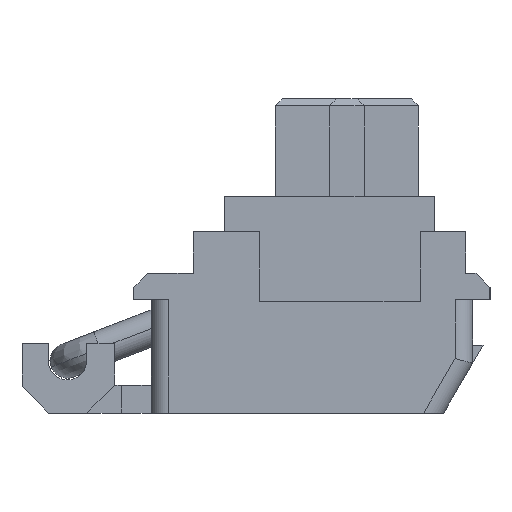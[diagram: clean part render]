
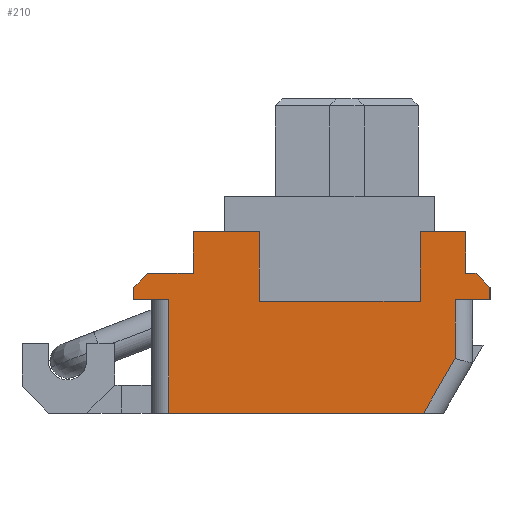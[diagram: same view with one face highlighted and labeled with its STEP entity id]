
A CAD part, left-side view. The second image highlights one B-rep face of the part: STEP entity #210.
In plain terms, the highlighted planar face has unit normal (-1, 0, 0).
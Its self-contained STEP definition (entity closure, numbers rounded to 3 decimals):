
#39=(
BOUNDED_CURVE()
B_SPLINE_CURVE(1,(#7383,#7384),.UNSPECIFIED.,.F.,.F.)
B_SPLINE_CURVE_WITH_KNOTS((2,2),(-0.231,1.575),
 .UNSPECIFIED.)
CURVE()
GEOMETRIC_REPRESENTATION_ITEM()
RATIONAL_B_SPLINE_CURVE((1.,1.))
REPRESENTATION_ITEM('')
);
#210=ADVANCED_FACE('',(#514),#4820,.T.);
#514=FACE_OUTER_BOUND('',#818,.T.);
#818=EDGE_LOOP('',(#1554,#1555,#1556,#1557,#1558,#1559,#1560,#1561,#1562,
#1563,#1564,#1565,#1566,#1567,#1568,#1569,#1570,#1571,#1572));
#1554=ORIENTED_EDGE('',*,*,#2919,.F.);
#1555=ORIENTED_EDGE('',*,*,#2918,.F.);
#1556=ORIENTED_EDGE('',*,*,#2917,.F.);
#1557=ORIENTED_EDGE('',*,*,#2916,.F.);
#1558=ORIENTED_EDGE('',*,*,#2915,.F.);
#1559=ORIENTED_EDGE('',*,*,#2914,.F.);
#1560=ORIENTED_EDGE('',*,*,#2913,.F.);
#1561=ORIENTED_EDGE('',*,*,#3164,.F.);
#1562=ORIENTED_EDGE('',*,*,#2912,.F.);
#1563=ORIENTED_EDGE('',*,*,#2911,.F.);
#1564=ORIENTED_EDGE('',*,*,#2910,.F.);
#1565=ORIENTED_EDGE('',*,*,#2921,.F.);
#1566=ORIENTED_EDGE('',*,*,#2981,.T.);
#1567=ORIENTED_EDGE('',*,*,#2924,.F.);
#1568=ORIENTED_EDGE('',*,*,#2923,.F.);
#1569=ORIENTED_EDGE('',*,*,#2920,.F.);
#1570=ORIENTED_EDGE('',*,*,#3112,.F.);
#1571=ORIENTED_EDGE('',*,*,#2922,.F.);
#1572=ORIENTED_EDGE('',*,*,#2925,.F.);
#2910=EDGE_CURVE('',#4376,#4377,#3700,.T.);
#2911=EDGE_CURVE('',#4377,#4378,#3701,.T.);
#2912=EDGE_CURVE('',#4378,#4379,#3702,.T.);
#2913=EDGE_CURVE('',#4380,#4381,#3703,.T.);
#2914=EDGE_CURVE('',#4381,#4382,#3704,.T.);
#2915=EDGE_CURVE('',#4382,#4383,#3705,.T.);
#2916=EDGE_CURVE('',#4383,#4384,#3706,.T.);
#2917=EDGE_CURVE('',#4384,#4385,#3707,.T.);
#2918=EDGE_CURVE('',#4385,#4386,#3708,.T.);
#2919=EDGE_CURVE('',#4386,#4387,#3709,.T.);
#2920=EDGE_CURVE('',#4390,#4391,#3710,.T.);
#2921=EDGE_CURVE('',#4394,#4376,#3711,.T.);
#2922=EDGE_CURVE('',#4388,#4389,#3712,.T.);
#2923=EDGE_CURVE('',#4391,#4392,#3713,.T.);
#2924=EDGE_CURVE('',#4392,#4393,#3714,.T.);
#2925=EDGE_CURVE('',#4387,#4388,#3715,.T.);
#2981=EDGE_CURVE('',#4394,#4393,#39,.T.);
#3112=EDGE_CURVE('',#4389,#4390,#3886,.T.);
#3164=EDGE_CURVE('',#4379,#4380,#3938,.T.);
#3700=B_SPLINE_CURVE_WITH_KNOTS('',1,(#7227,#7228),.UNSPECIFIED.,.F.,.F.,
(2,2),(0.,3.25),.UNSPECIFIED.);
#3701=B_SPLINE_CURVE_WITH_KNOTS('',1,(#7229,#7230),.UNSPECIFIED.,.F.,.F.,
(2,2),(0.,1.),.UNSPECIFIED.);
#3702=B_SPLINE_CURVE_WITH_KNOTS('',1,(#7231,#7232),.UNSPECIFIED.,.F.,.F.,
(2,2),(0.,0.35),.UNSPECIFIED.);
#3703=B_SPLINE_CURVE_WITH_KNOTS('',1,(#7233,#7234),.UNSPECIFIED.,.F.,.F.,
(2,2),(0.,1.3),.UNSPECIFIED.);
#3704=B_SPLINE_CURVE_WITH_KNOTS('',1,(#7235,#7236),.UNSPECIFIED.,.F.,.F.,
(2,2),(0.,1.2),.UNSPECIFIED.);
#3705=B_SPLINE_CURVE_WITH_KNOTS('',1,(#7237,#7238),.UNSPECIFIED.,.F.,.F.,
(2,2),(0.,1.9),.UNSPECIFIED.);
#3706=B_SPLINE_CURVE_WITH_KNOTS('',1,(#7239,#7240),.UNSPECIFIED.,.F.,.F.,
(2,2),(0.,2.),.UNSPECIFIED.);
#3707=B_SPLINE_CURVE_WITH_KNOTS('',1,(#7241,#7242),.UNSPECIFIED.,.F.,.F.,
(2,2),(0.,4.6),.UNSPECIFIED.);
#3708=B_SPLINE_CURVE_WITH_KNOTS('',1,(#7243,#7244),.UNSPECIFIED.,.F.,.F.,
(2,2),(0.,2.),.UNSPECIFIED.);
#3709=B_SPLINE_CURVE_WITH_KNOTS('',1,(#7245,#7246),.UNSPECIFIED.,.F.,.F.,
(2,2),(0.,1.3),.UNSPECIFIED.);
#3710=B_SPLINE_CURVE_WITH_KNOTS('',1,(#7247,#7248),.UNSPECIFIED.,.F.,.F.,
(2,2),(1.6,1.95),.UNSPECIFIED.);
#3711=B_SPLINE_CURVE_WITH_KNOTS('',1,(#7249,#7250),.UNSPECIFIED.,.F.,.F.,
(2,2),(1.903,9.2),.UNSPECIFIED.);
#3712=B_SPLINE_CURVE_WITH_KNOTS('',1,(#7251,#7252),.UNSPECIFIED.,.F.,.F.,
(2,2),(0.,0.3),.UNSPECIFIED.);
#3713=B_SPLINE_CURVE_WITH_KNOTS('',1,(#7253,#7254),.UNSPECIFIED.,.F.,.F.,
(2,2),(0.,1.),.UNSPECIFIED.);
#3714=B_SPLINE_CURVE_WITH_KNOTS('',1,(#7255,#7256),.UNSPECIFIED.,.F.,.F.,
(2,2),(0.,1.686),.UNSPECIFIED.);
#3715=B_SPLINE_CURVE_WITH_KNOTS('',1,(#7257,#7258),.UNSPECIFIED.,.F.,.F.,
(2,2),(0.,1.2),.UNSPECIFIED.);
#3886=B_SPLINE_CURVE_WITH_KNOTS('',1,(#7669,#7670),.UNSPECIFIED.,.F.,.F.,
(2,2),(0.,0.566),.UNSPECIFIED.);
#3938=B_SPLINE_CURVE_WITH_KNOTS('',1,(#7773,#7774),.UNSPECIFIED.,.F.,.F.,
(2,2),(-0.566,0.),.UNSPECIFIED.);
#4376=VERTEX_POINT('',#7053);
#4377=VERTEX_POINT('',#7054);
#4378=VERTEX_POINT('',#7055);
#4379=VERTEX_POINT('',#7056);
#4380=VERTEX_POINT('',#7057);
#4381=VERTEX_POINT('',#7058);
#4382=VERTEX_POINT('',#7059);
#4383=VERTEX_POINT('',#7060);
#4384=VERTEX_POINT('',#7061);
#4385=VERTEX_POINT('',#7062);
#4386=VERTEX_POINT('',#7063);
#4387=VERTEX_POINT('',#7064);
#4388=VERTEX_POINT('',#7065);
#4389=VERTEX_POINT('',#7066);
#4390=VERTEX_POINT('',#7067);
#4391=VERTEX_POINT('',#7068);
#4392=VERTEX_POINT('',#7069);
#4393=VERTEX_POINT('',#7070);
#4394=VERTEX_POINT('',#7071);
#4820=PLANE('',#5192);
#5192=AXIS2_PLACEMENT_3D('',#6954,#5495,$);
#5495=DIRECTION('',(-1.,0.,0.));
#6954=CARTESIAN_POINT('',(52.225,63.798,4.748));
#7053=CARTESIAN_POINT('',(52.225,73.1,4.8));
#7054=CARTESIAN_POINT('',(52.225,73.1,8.05));
#7055=CARTESIAN_POINT('',(52.225,74.1,8.05));
#7056=CARTESIAN_POINT('',(52.225,74.1,8.4));
#7057=CARTESIAN_POINT('',(52.225,73.7,8.8));
#7058=CARTESIAN_POINT('',(52.225,72.4,8.8));
#7059=CARTESIAN_POINT('',(52.225,72.4,10.));
#7060=CARTESIAN_POINT('',(52.225,70.5,10.));
#7061=CARTESIAN_POINT('',(52.225,70.5,8.));
#7062=CARTESIAN_POINT('',(52.225,65.9,8.));
#7063=CARTESIAN_POINT('',(52.225,65.9,10.));
#7064=CARTESIAN_POINT('',(52.225,64.6,10.));
#7065=CARTESIAN_POINT('',(52.225,64.6,8.8));
#7066=CARTESIAN_POINT('',(52.225,64.3,8.8));
#7067=CARTESIAN_POINT('',(52.225,63.9,8.4));
#7068=CARTESIAN_POINT('',(52.225,63.9,8.05));
#7069=CARTESIAN_POINT('',(52.225,64.9,8.05));
#7070=CARTESIAN_POINT('',(52.225,64.9,6.364));
#7071=CARTESIAN_POINT('',(52.225,65.803,4.8));
#7227=CARTESIAN_POINT('',(52.225,73.1,4.8));
#7228=CARTESIAN_POINT('',(52.225,73.1,8.05));
#7229=CARTESIAN_POINT('',(52.225,73.1,8.05));
#7230=CARTESIAN_POINT('',(52.225,74.1,8.05));
#7231=CARTESIAN_POINT('',(52.225,74.1,8.05));
#7232=CARTESIAN_POINT('',(52.225,74.1,8.4));
#7233=CARTESIAN_POINT('',(52.225,73.7,8.8));
#7234=CARTESIAN_POINT('',(52.225,72.4,8.8));
#7235=CARTESIAN_POINT('',(52.225,72.4,8.8));
#7236=CARTESIAN_POINT('',(52.225,72.4,10.));
#7237=CARTESIAN_POINT('',(52.225,72.4,10.));
#7238=CARTESIAN_POINT('',(52.225,70.5,10.));
#7239=CARTESIAN_POINT('',(52.225,70.5,10.));
#7240=CARTESIAN_POINT('',(52.225,70.5,8.));
#7241=CARTESIAN_POINT('',(52.225,70.5,8.));
#7242=CARTESIAN_POINT('',(52.225,65.9,8.));
#7243=CARTESIAN_POINT('',(52.225,65.9,8.));
#7244=CARTESIAN_POINT('',(52.225,65.9,10.));
#7245=CARTESIAN_POINT('',(52.225,65.9,10.));
#7246=CARTESIAN_POINT('',(52.225,64.6,10.));
#7247=CARTESIAN_POINT('',(52.225,63.9,8.4));
#7248=CARTESIAN_POINT('',(52.225,63.9,8.05));
#7249=CARTESIAN_POINT('',(52.225,65.803,4.8));
#7250=CARTESIAN_POINT('',(52.225,73.1,4.8));
#7251=CARTESIAN_POINT('',(52.225,64.6,8.8));
#7252=CARTESIAN_POINT('',(52.225,64.3,8.8));
#7253=CARTESIAN_POINT('',(52.225,63.9,8.05));
#7254=CARTESIAN_POINT('',(52.225,64.9,8.05));
#7255=CARTESIAN_POINT('',(52.225,64.9,8.05));
#7256=CARTESIAN_POINT('',(52.225,64.9,6.364));
#7257=CARTESIAN_POINT('',(52.225,64.6,10.));
#7258=CARTESIAN_POINT('',(52.225,64.6,8.8));
#7383=CARTESIAN_POINT('',(52.225,65.803,4.8));
#7384=CARTESIAN_POINT('',(52.225,64.9,6.364));
#7669=CARTESIAN_POINT('',(52.225,64.3,8.8));
#7670=CARTESIAN_POINT('',(52.225,63.9,8.4));
#7773=CARTESIAN_POINT('',(52.225,74.1,8.4));
#7774=CARTESIAN_POINT('',(52.225,73.7,8.8));
